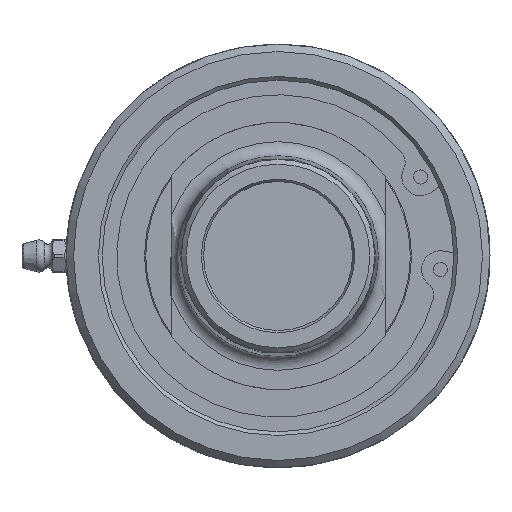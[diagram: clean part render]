
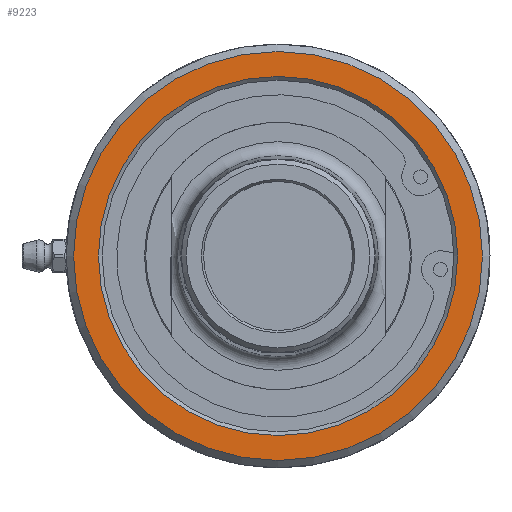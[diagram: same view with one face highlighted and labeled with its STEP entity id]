
A CAD part, left-side view. The second image highlights one B-rep face of the part: STEP entity #9223.
In plain terms, the highlighted planar face has unit normal (-1, 0, 0).
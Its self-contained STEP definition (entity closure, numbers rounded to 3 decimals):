
#429=PLANE('',#9911);
#531=FACE_BOUND('',#2054,.T.);
#1488=FACE_OUTER_BOUND('',#2053,.T.);
#2053=EDGE_LOOP('',(#8108));
#2054=EDGE_LOOP('',(#8109));
#2476=CIRCLE('',#9908,38.34);
#2478=CIRCLE('',#9912,43.65);
#4223=VERTEX_POINT('',#26844);
#4224=VERTEX_POINT('',#26851);
#5539=EDGE_CURVE('',#4223,#4223,#2476,.T.);
#5542=EDGE_CURVE('',#4224,#4224,#2478,.T.);
#8108=ORIENTED_EDGE('',*,*,#5542,.F.);
#8109=ORIENTED_EDGE('',*,*,#5539,.F.);
#9223=ADVANCED_FACE('',(#1488,#531),#429,.T.);
#9908=AXIS2_PLACEMENT_3D('',#26846,#11604,#11605);
#9911=AXIS2_PLACEMENT_3D('',#26850,#11611,#11612);
#9912=AXIS2_PLACEMENT_3D('',#26852,#11613,#11614);
#11604=DIRECTION('center_axis',(-1.,0.,0.));
#11605=DIRECTION('ref_axis',(0.,-1.,0.));
#11611=DIRECTION('center_axis',(-1.,0.,0.));
#11612=DIRECTION('ref_axis',(0.,0.,1.));
#11613=DIRECTION('center_axis',(1.,0.,0.));
#11614=DIRECTION('ref_axis',(0.,-1.,0.));
#26844=CARTESIAN_POINT('',(1.9,38.34,0.));
#26846=CARTESIAN_POINT('Origin',(1.9,0.,0.));
#26850=CARTESIAN_POINT('Origin',(1.9,22.625,0.));
#26851=CARTESIAN_POINT('',(1.9,43.65,0.));
#26852=CARTESIAN_POINT('Origin',(1.9,0.,0.));
